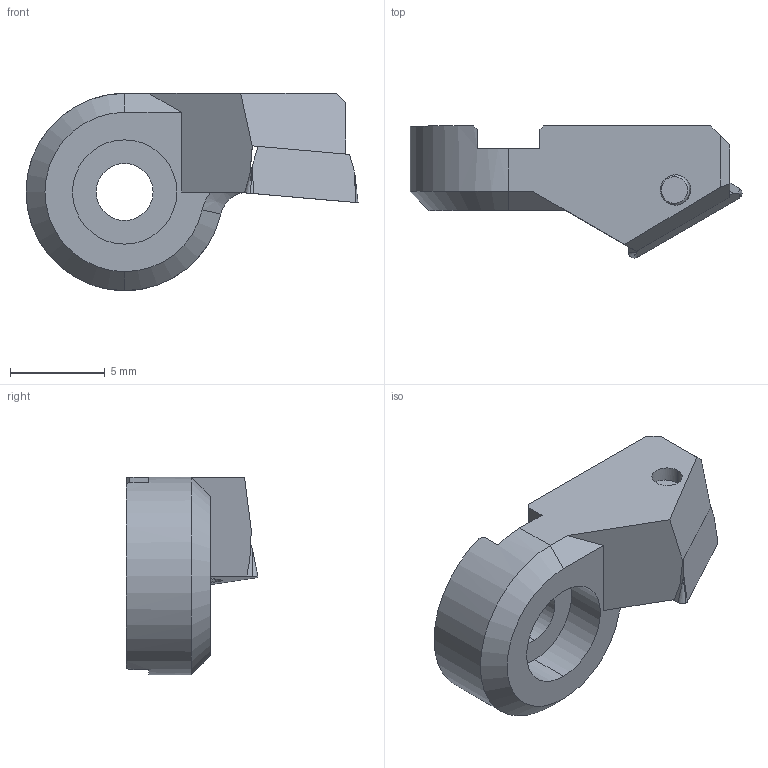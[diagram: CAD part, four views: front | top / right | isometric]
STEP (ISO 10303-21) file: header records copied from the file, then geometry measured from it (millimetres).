
FILE_DESCRIPTION(('no description'),'unknown implementation level');
FILE_NAME('BF8F86C7-2F07-43ED-83D1-EA9B17D526B0_export.stp',' ',('CIMSOURCE GmbH'),('CADClick - KiM GmbH - www.kimweb.de'),'unknown preprocess','ACIS','unknown authorization');
FILE_SCHEMA(('automotive_design'));
Length unit declared in the file: millimetre
Products named in the file (3): 626.422 Kaiser ENH2 TP07 30�|694.103 Kaiser ETL M2x4.8 T6 IP 10S;Kreismuster1; 626.422 Kaiser ENH2 TP07 30�|651.735 Kaiser TPGT 070203 K10C;Kombinieren1; 626.422 Kaiser ENH2 TP07 30�|626.422 Kaiser ENH2 TP07 30�;Fase2
Bounding box: 17.5 x 6.96 x 10.4 mm (x, y, z)
Volume: 472.4 mm3; surface area: 659.2 mm2
Topology: 3 solids, 3 shells, 89 faces, 225 edges, 139 vertices
Faces by surface type: cylinder 33, plane 32, cone 18, torus 6
Entity records: 5259 total; most frequent: DIRECTION 500, CARTESIAN_POINT 480, STYLED_ITEM 451, PRESENTATION_STYLE_ASSIGNMENT 451, COLOUR_RGB 451, ORIENTED_EDGE 440, EDGE_CURVE 220, CURVE_STYLE 220
